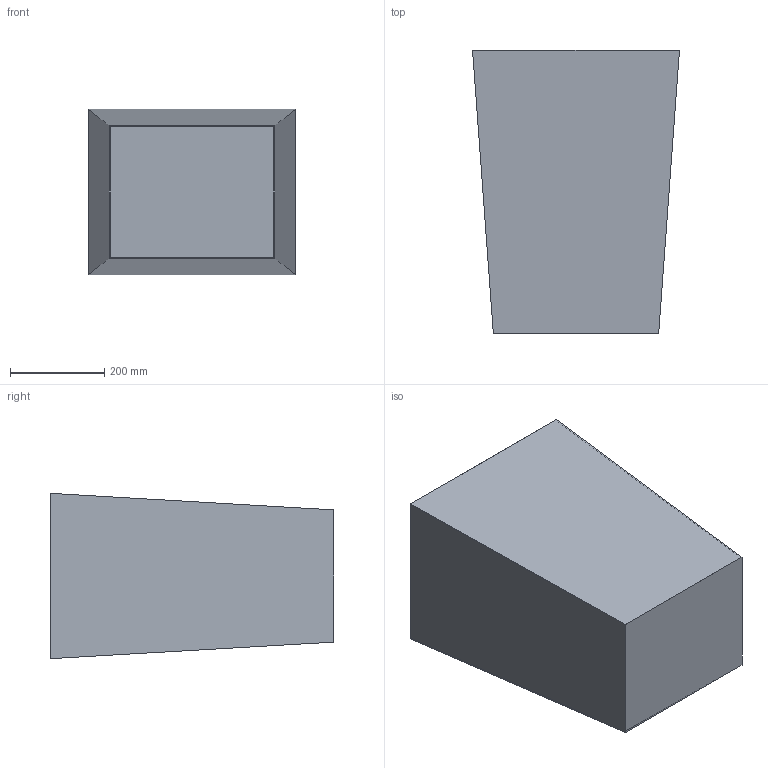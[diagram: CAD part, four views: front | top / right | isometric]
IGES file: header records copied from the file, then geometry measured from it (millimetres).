
Start section: SolidWorks IGES file using analytic representation for surfaces
Global section: file name: PU-260.IGS; native system: SolidWorks 2014; preprocessor: SolidWorks 2014; author: CAD; date: 141125.104502; units: millimetre
Bounding box: 438 x 600 x 350 mm (x, y, z)
Surface area: 1889896.2 mm2 (no closed solid volume)
Topology: 0 solids, 0 shells, 11 faces, 48 edges, 48 vertices
Faces by surface type: bspline 11
